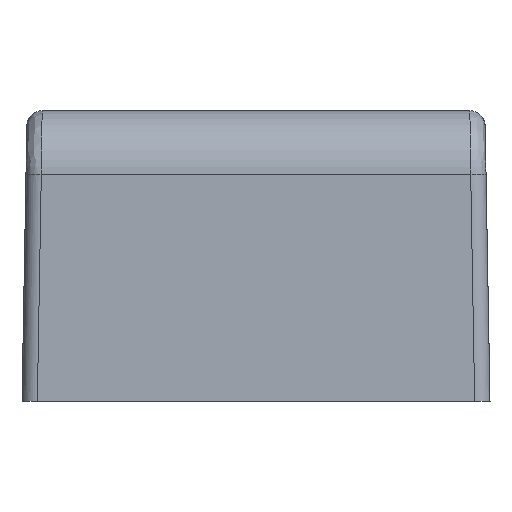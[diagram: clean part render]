
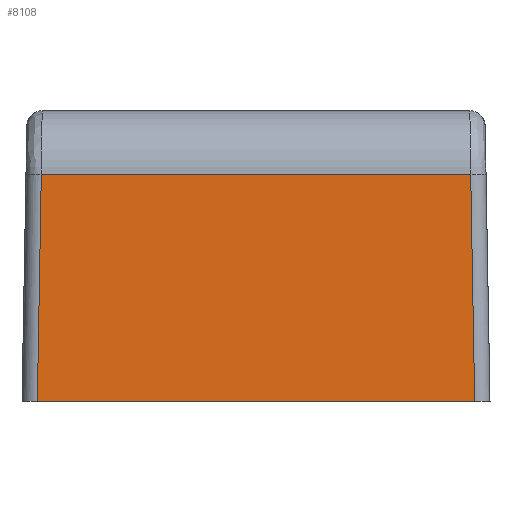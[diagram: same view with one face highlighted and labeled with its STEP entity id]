
A CAD part, left-side view. The second image highlights one B-rep face of the part: STEP entity #8108.
In plain terms, the highlighted planar face has unit normal (-1, 0, 0.018).
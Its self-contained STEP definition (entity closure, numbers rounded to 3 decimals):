
#8=CARTESIAN_POINT('',(-25.,-13.55,0.));
#30=CARTESIAN_POINT('',(-25.,13.55,0.));
#38=DIRECTION('',(0.,-1.,0.));
#39=VECTOR('',#38,27.1);
#40=CARTESIAN_POINT('',(-25.,13.55,0.));
#41=LINE('',#40,#39);
#100=DIRECTION('',(-0.017,-0.017,-1.));
#101=VECTOR('',#100,14.074);
#102=CARTESIAN_POINT('',(-24.754,-13.305,14.07));
#103=LINE('',#102,#101);
#104=DIRECTION('',(-0.017,0.017,-1.));
#105=VECTOR('',#104,14.074);
#106=CARTESIAN_POINT('',(-24.754,13.305,14.07));
#107=LINE('',#106,#105);
#108=DIRECTION('',(0.,-1.,0.));
#109=VECTOR('',#108,26.609);
#110=CARTESIAN_POINT('',(-24.754,13.305,14.07));
#111=LINE('',#110,#109);
#6415=VERTEX_POINT('',#8);
#6416=CARTESIAN_POINT('',(-24.754,-13.305,
14.07));
#6417=VERTEX_POINT('',#6416);
#6434=VERTEX_POINT('',#30);
#6438=CARTESIAN_POINT('',(-24.754,13.305,14.07));
#6439=VERTEX_POINT('',#6438);
#8095=CARTESIAN_POINT('',(-25.,16.263,0.));
#8096=DIRECTION('',(-1.,0.,0.017));
#8097=DIRECTION('',(0.,-1.,0.));
#8098=AXIS2_PLACEMENT_3D('',#8095,#8096,#8097);
#8099=PLANE('',#8098);
#8100=ORIENTED_EDGE('',*,*,#8086,.T.);
#8101=ORIENTED_EDGE('',*,*,#8031,.F.);
#8103=ORIENTED_EDGE('',*,*,#8102,.F.);
#8105=ORIENTED_EDGE('',*,*,#8104,.T.);
#8106=EDGE_LOOP('',(#8100,#8101,#8103,#8105));
#8107=FACE_OUTER_BOUND('',#8106,.F.);
#8108=ADVANCED_FACE('',(#8107),#8099,.T.);
#8031=EDGE_CURVE('',#6434,#6415,#41,.T.);
#8086=EDGE_CURVE('',#6417,#6415,#103,.T.);
#8102=EDGE_CURVE('',#6439,#6434,#107,.T.);
#8104=EDGE_CURVE('',#6439,#6417,#111,.T.);
